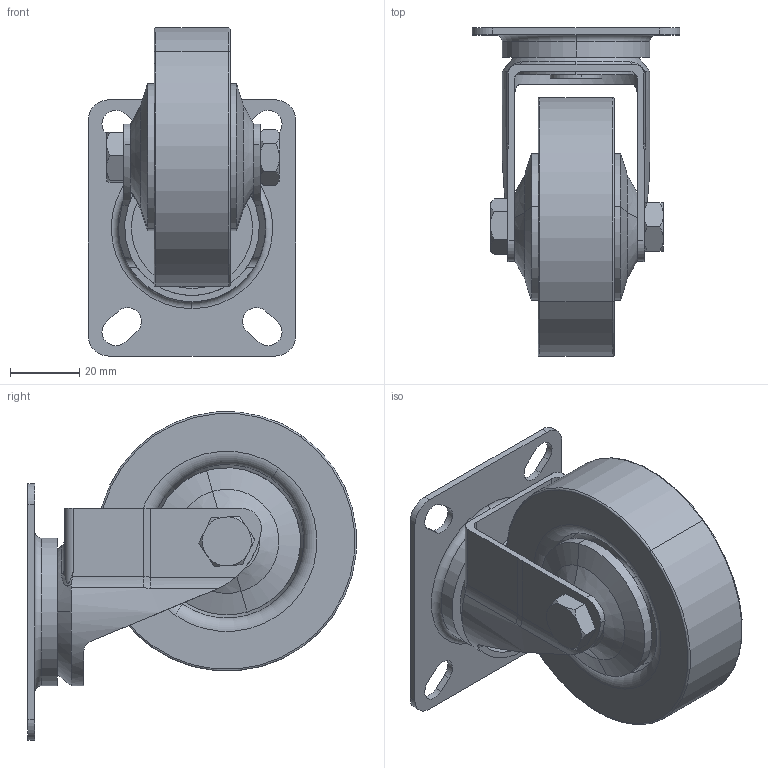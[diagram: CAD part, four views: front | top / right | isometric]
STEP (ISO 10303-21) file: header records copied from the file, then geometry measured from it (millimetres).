
FILE_DESCRIPTION (( 'STEP AP214' ), '1' );
FILE_NAME ('H51 Êîëåñî áåç òîðìîçà O75 ñ ïëàòôîðìîé.STEP', '2021-08-10T12:23:43', ( 'Windows User' ), ( '' ), 'SwSTEP 2.0', 'SolidWorks 2021', '' );
FILE_SCHEMA (( 'AUTOMOTIVE_DESIGN' ));
Length unit declared in the file: millimetre
Products named in the file (8): H51 蹴濋趌00; H51 扻錼勷_01; H51 务黖00; H51 ﾇ瓊頸濱00; H51 鍔錓_00; H51 Êîëåñî áåç òîðìîçà O75  ñ ïëàòôîðìîé; H51 Ïîäïèøïèêîâûé óçåë_00; H51 昜闉趌00
Assembly tree (8 placements, depth 2):
  H51 Êîëåñî áåç òîðìîçà O75  ñ ïëàòôîðìîé
    H51 昜闉趌00
    H51 ﾇ瓊頸濱00  x2
    H51 扻錼勷_01
    H51 鍔錓_00
    H51 蹴濋趌00
    H51 Ïîäïèøïèêîâûé óçåë_00
    H51 务黖00
Bounding box: 60 x 94.87 x 94.77 mm (x, y, z)
Volume: 106659.3 mm3; surface area: 50733.1 mm2
Topology: 8 solids, 8 shells, 232 faces, 552 edges, 350 vertices
Faces by surface type: cylinder 83, plane 69, cone 46, torus 30, bspline 4
Entity records: 7267 total; most frequent: CARTESIAN_POINT 1817, DIRECTION 1122, ORIENTED_EDGE 1036, EDGE_CURVE 518, AXIS2_PLACEMENT_3D 461, VERTEX_POINT 330, EDGE_LOOP 250, CIRCLE 239
